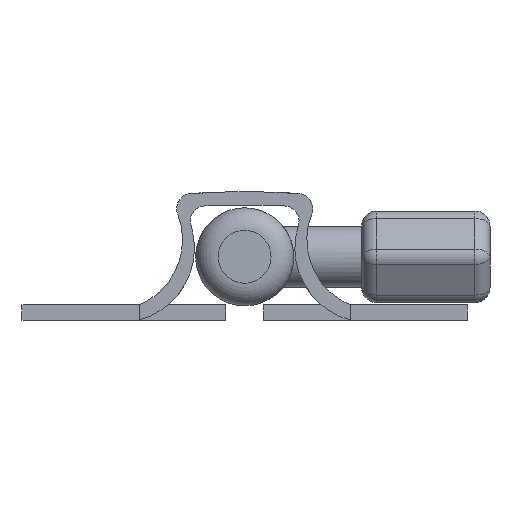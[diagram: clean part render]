
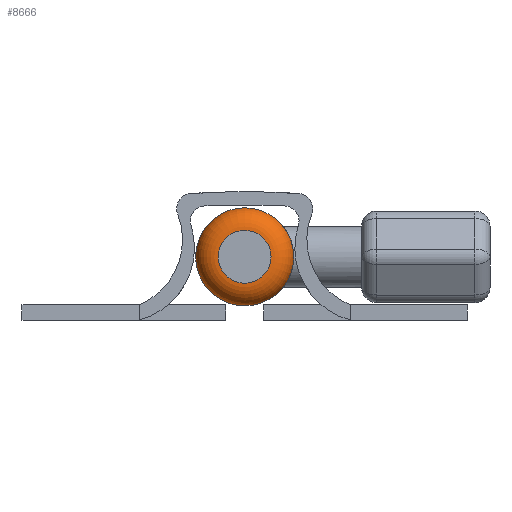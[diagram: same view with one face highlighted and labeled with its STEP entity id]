
A CAD part, front view. The second image highlights one B-rep face of the part: STEP entity #8666.
In plain terms, the highlighted toroidal (fillet/blend) face has major radius 1.75 mm and minor radius 1.5 mm.
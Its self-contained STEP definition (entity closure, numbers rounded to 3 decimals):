
#7857 = CYLINDRICAL_SURFACE('',#7858,3.25);
#7858 = AXIS2_PLACEMENT_3D('',#7859,#7860,#7861);
#7859 = CARTESIAN_POINT('',(44.75,62.107,4.19)
  );
#7860 = DIRECTION('',(0.,1.,0.));
#7861 = DIRECTION('',(1.,0.,0.));
#8544 = VERTEX_POINT('',#8545);
#8545 = CARTESIAN_POINT('',(48.,-1.393,4.19)
  );
#8626 = EDGE_CURVE('',#8544,#8544,#8627,.T.);
#8627 = SURFACE_CURVE('',#8628,(#8633,#8640),.PCURVE_S1.);
#8628 = CIRCLE('',#8629,3.25);
#8629 = AXIS2_PLACEMENT_3D('',#8630,#8631,#8632);
#8630 = CARTESIAN_POINT('',(44.75,-1.393,4.19)
  );
#8631 = DIRECTION('',(0.,-1.,0.));
#8632 = DIRECTION('',(1.,0.,0.));
#8633 = PCURVE('',#7857,#8634);
#8634 = DEFINITIONAL_REPRESENTATION('',(#8635),#8639);
#8635 = LINE('',#8636,#8637);
#8636 = CARTESIAN_POINT('',(0.,-63.5));
#8637 = VECTOR('',#8638,1.);
#8638 = DIRECTION('',(-1.,0.));
#8639 = ( GEOMETRIC_REPRESENTATION_CONTEXT(2) 
PARAMETRIC_REPRESENTATION_CONTEXT() REPRESENTATION_CONTEXT('2D SPACE',''
  ) );
#8640 = PCURVE('',#8641,#8646);
#8641 = TOROIDAL_SURFACE('',#8642,1.75,1.5);
#8642 = AXIS2_PLACEMENT_3D('',#8643,#8644,#8645);
#8643 = CARTESIAN_POINT('',(44.75,-1.393,4.19)
  );
#8644 = DIRECTION('',(0.,-1.,0.));
#8645 = DIRECTION('',(1.,0.,0.));
#8646 = DEFINITIONAL_REPRESENTATION('',(#8647),#8651);
#8647 = LINE('',#8648,#8649);
#8648 = CARTESIAN_POINT('',(0.,0.));
#8649 = VECTOR('',#8650,1.);
#8650 = DIRECTION('',(1.,0.));
#8651 = ( GEOMETRIC_REPRESENTATION_CONTEXT(2) 
PARAMETRIC_REPRESENTATION_CONTEXT() REPRESENTATION_CONTEXT('2D SPACE',''
  ) );
#8666 = ADVANCED_FACE('',(#8667),#8641,.T.);
#8667 = FACE_BOUND('',#8668,.T.);
#8668 = EDGE_LOOP('',(#8669,#8691,#8692,#8693));
#8669 = ORIENTED_EDGE('',*,*,#8670,.F.);
#8670 = EDGE_CURVE('',#8544,#8671,#8673,.T.);
#8671 = VERTEX_POINT('',#8672);
#8672 = CARTESIAN_POINT('',(46.5,-2.893,4.19)
  );
#8673 = SEAM_CURVE('',#8674,(#8679,#8685),.PCURVE_S1.);
#8674 = CIRCLE('',#8675,1.5);
#8675 = AXIS2_PLACEMENT_3D('',#8676,#8677,#8678);
#8676 = CARTESIAN_POINT('',(46.5,-1.393,4.19)
  );
#8677 = DIRECTION('',(0.,0.,-1.));
#8678 = DIRECTION('',(1.,0.,0.));
#8679 = PCURVE('',#8641,#8680);
#8680 = DEFINITIONAL_REPRESENTATION('',(#8681),#8684);
#8681 = B_SPLINE_CURVE_WITH_KNOTS('',1,(#8682,#8683),.UNSPECIFIED.,.F.,
  .F.,(2,2),(0.,1.571),.PIECEWISE_BEZIER_KNOTS.);
#8682 = CARTESIAN_POINT('',(0.,0.));
#8683 = CARTESIAN_POINT('',(0.,1.571));
#8684 = ( GEOMETRIC_REPRESENTATION_CONTEXT(2) 
PARAMETRIC_REPRESENTATION_CONTEXT() REPRESENTATION_CONTEXT('2D SPACE',''
  ) );
#8685 = PCURVE('',#8641,#8686);
#8686 = DEFINITIONAL_REPRESENTATION('',(#8687),#8690);
#8687 = B_SPLINE_CURVE_WITH_KNOTS('',1,(#8688,#8689),.UNSPECIFIED.,.F.,
  .F.,(2,2),(0.,1.571),.PIECEWISE_BEZIER_KNOTS.);
#8688 = CARTESIAN_POINT('',(6.283,0.));
#8689 = CARTESIAN_POINT('',(6.283,1.571));
#8690 = ( GEOMETRIC_REPRESENTATION_CONTEXT(2) 
PARAMETRIC_REPRESENTATION_CONTEXT() REPRESENTATION_CONTEXT('2D SPACE',''
  ) );
#8691 = ORIENTED_EDGE('',*,*,#8626,.T.);
#8692 = ORIENTED_EDGE('',*,*,#8670,.T.);
#8693 = ORIENTED_EDGE('',*,*,#8694,.F.);
#8694 = EDGE_CURVE('',#8671,#8671,#8695,.T.);
#8695 = SURFACE_CURVE('',#8696,(#8701,#8708),.PCURVE_S1.);
#8696 = CIRCLE('',#8697,1.75);
#8697 = AXIS2_PLACEMENT_3D('',#8698,#8699,#8700);
#8698 = CARTESIAN_POINT('',(44.75,-2.893,4.19)
  );
#8699 = DIRECTION('',(0.,-1.,0.));
#8700 = DIRECTION('',(1.,0.,0.));
#8701 = PCURVE('',#8641,#8702);
#8702 = DEFINITIONAL_REPRESENTATION('',(#8703),#8707);
#8703 = LINE('',#8704,#8705);
#8704 = CARTESIAN_POINT('',(0.,1.571));
#8705 = VECTOR('',#8706,1.);
#8706 = DIRECTION('',(1.,0.));
#8707 = ( GEOMETRIC_REPRESENTATION_CONTEXT(2) 
PARAMETRIC_REPRESENTATION_CONTEXT() REPRESENTATION_CONTEXT('2D SPACE',''
  ) );
#8708 = PCURVE('',#8709,#8714);
#8709 = PLANE('',#8710);
#8710 = AXIS2_PLACEMENT_3D('',#8711,#8712,#8713);
#8711 = CARTESIAN_POINT('',(48.,-2.893,4.19)
  );
#8712 = DIRECTION('',(0.,1.,0.));
#8713 = DIRECTION('',(0.,0.,1.));
#8714 = DEFINITIONAL_REPRESENTATION('',(#8715),#8723);
#8715 = ( BOUNDED_CURVE() B_SPLINE_CURVE(2,(#8716,#8717,#8718,#8719,
#8720,#8721,#8722),.UNSPECIFIED.,.F.,.F.) B_SPLINE_CURVE_WITH_KNOTS((1,2
    ,2,2,2,1),(-2.094,0.,2.094,4.189,
6.283,8.378),.UNSPECIFIED.) CURVE() 
GEOMETRIC_REPRESENTATION_ITEM() RATIONAL_B_SPLINE_CURVE((1.,0.5,1.,0.5,
1.,0.5,1.)) REPRESENTATION_ITEM('') );
#8716 = CARTESIAN_POINT('',(0.,-1.5));
#8717 = CARTESIAN_POINT('',(3.031,-1.5));
#8718 = CARTESIAN_POINT('',(1.516,-4.125));
#8719 = CARTESIAN_POINT('',(0.,-6.75));
#8720 = CARTESIAN_POINT('',(-1.516,-4.125));
#8721 = CARTESIAN_POINT('',(-3.031,-1.5));
#8722 = CARTESIAN_POINT('',(0.,-1.5));
#8723 = ( GEOMETRIC_REPRESENTATION_CONTEXT(2) 
PARAMETRIC_REPRESENTATION_CONTEXT() REPRESENTATION_CONTEXT('2D SPACE',''
  ) );
